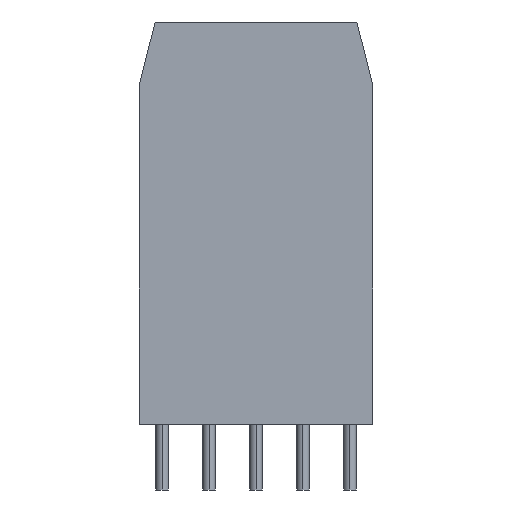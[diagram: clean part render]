
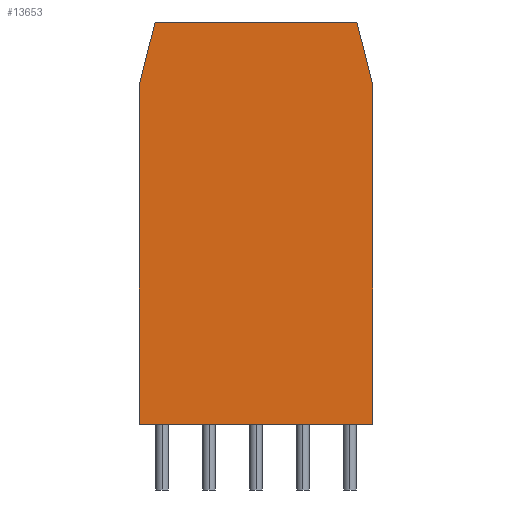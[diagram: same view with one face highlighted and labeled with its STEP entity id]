
A CAD part, left-side view. The second image highlights one B-rep face of the part: STEP entity #13653.
In plain terms, the highlighted planar face has unit normal (-1, 0, 0).
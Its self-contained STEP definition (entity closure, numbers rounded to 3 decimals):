
#13471=CARTESIAN_POINT('',(-37.4,-3.75,10.85));
#13472=VERTEX_POINT('',#13471);
#13479=CARTESIAN_POINT('',(-37.4,-3.75,0.0));
#13480=VERTEX_POINT('',#13479);
#13481=CARTESIAN_POINT('',(-37.4,-3.75,0.0));
#13482=DIRECTION('',(0.0,0.0,1.0));
#13483=VECTOR('',#13482,10.85);
#13484=LINE('',#13481,#13483);
#13485=EDGE_CURVE('',#13480,#13472,#13484,.T.);
#13502=CARTESIAN_POINT('',(-37.4,-3.25,12.85));
#13503=VERTEX_POINT('',#13502);
#13510=CARTESIAN_POINT('',(-37.4,-3.25,12.85));
#13511=DIRECTION('',(0.0,-0.243,-0.97));
#13512=VECTOR('',#13511,2.062);
#13513=LINE('',#13510,#13512);
#13514=EDGE_CURVE('',#13503,#13472,#13513,.T.);
#13556=CARTESIAN_POINT('',(-37.4,3.7,10.85));
#13557=VERTEX_POINT('',#13556);
#13558=CARTESIAN_POINT('',(-37.4,3.2,12.85));
#13559=VERTEX_POINT('',#13558);
#13560=CARTESIAN_POINT('',(-37.4,3.7,10.85));
#13561=DIRECTION('',(0.0,-0.243,0.97));
#13562=VECTOR('',#13561,2.062);
#13563=LINE('',#13560,#13562);
#13564=EDGE_CURVE('',#13557,#13559,#13563,.T.);
#13596=CARTESIAN_POINT('',(-37.4,3.7,0.0));
#13597=VERTEX_POINT('',#13596);
#13604=CARTESIAN_POINT('',(-37.4,3.7,0.0));
#13605=DIRECTION('',(0.0,0.0,1.0));
#13606=VECTOR('',#13605,10.85);
#13607=LINE('',#13604,#13606);
#13608=EDGE_CURVE('',#13597,#13557,#13607,.T.);
#13630=CARTESIAN_POINT('',(-37.4,-3.75,0.0));
#13631=DIRECTION('',(-1.0,0.0,0.0));
#13632=DIRECTION('',(0.0,0.0,1.0));
#13633=AXIS2_PLACEMENT_3D('',#13630,#13631,#13632);
#13634=PLANE('',#13633);
#13635=ORIENTED_EDGE('',*,*,#13564,.F.);
#13636=ORIENTED_EDGE('',*,*,#13608,.F.);
#13637=CARTESIAN_POINT('',(-37.4,-3.75,0.0));
#13638=DIRECTION('',(0.0,1.0,0.0));
#13639=VECTOR('',#13638,7.45);
#13640=LINE('',#13637,#13639);
#13641=EDGE_CURVE('',#13480,#13597,#13640,.T.);
#13642=ORIENTED_EDGE('',*,*,#13641,.F.);
#13643=ORIENTED_EDGE('',*,*,#13485,.T.);
#13644=ORIENTED_EDGE('',*,*,#13514,.F.);
#13645=CARTESIAN_POINT('',(-37.4,-3.25,12.85));
#13646=DIRECTION('',(0.0,1.0,0.0));
#13647=VECTOR('',#13646,6.45);
#13648=LINE('',#13645,#13647);
#13649=EDGE_CURVE('',#13503,#13559,#13648,.T.);
#13650=ORIENTED_EDGE('',*,*,#13649,.T.);
#13651=EDGE_LOOP('',(#13635,#13636,#13642,#13643,#13644,#13650));
#13652=FACE_OUTER_BOUND('',#13651,.T.);
#13653=ADVANCED_FACE('',(#13652),#13634,.T.);
